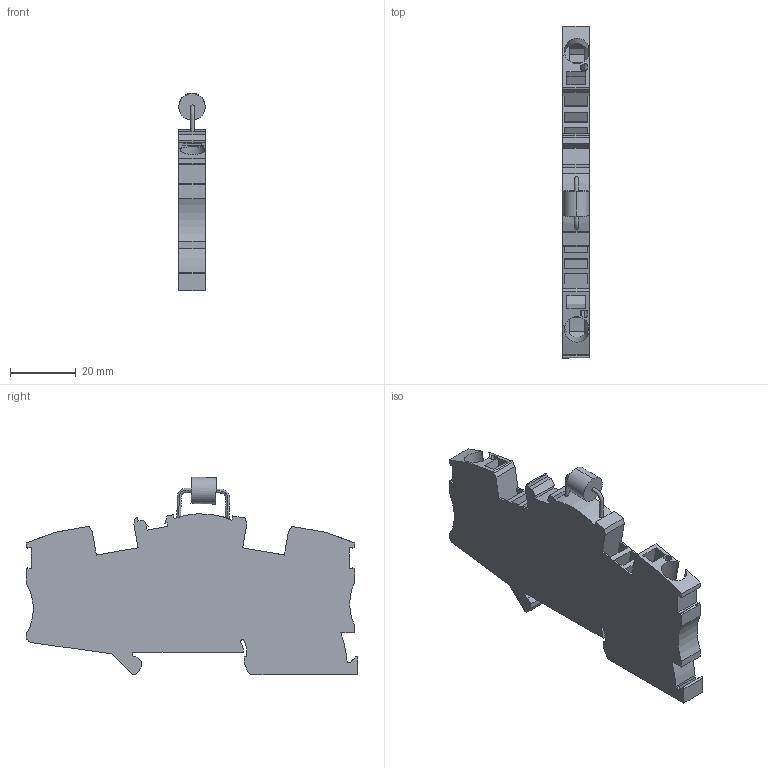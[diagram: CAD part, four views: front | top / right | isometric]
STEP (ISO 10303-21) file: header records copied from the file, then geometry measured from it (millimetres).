
FILE_DESCRIPTION(('Creo Elements/Direct Modeling STEP Export'),'2;1');
FILE_NAME('model.stp','2018-03-31T10:37:23',(''),(''),'Creo Elements/Direct Modeling STEP processor for AP214 (Solid Model)','Creo Elements/Direct Modeling 18.1I 14-Aug-2016 (C) Parametric Technology GmbH','');
FILE_SCHEMA(('AUTOMOTIVE_DESIGN { 1 0 10303 214 1 1 1 1 }'));
Length unit declared in the file: millimetre
Products named in the file (2): STME-6-DIO_R-L-Select
Assembly tree (1 placements, depth 2):
  STME-6-DIO_R-L-Select
    STME-6-DIO_R-L-Select
Bounding box: 8.15 x 100.8 x 60.08 mm (x, y, z)
Volume: 27018.4 mm3; surface area: 14127.6 mm2
Topology: 1 solids, 1 shells, 184 faces, 517 edges, 343 vertices
Faces by surface type: plane 147, cylinder 33, bspline 4
Entity records: 9909 total; most frequent: CARTESIAN_POINT 3614, ORIENTED_EDGE 1034, DIRECTION 936, EDGE_CURVE 517, VECTOR 426, LINE 426, VERTEX_POINT 343, AXIS2_PLACEMENT_3D 255
